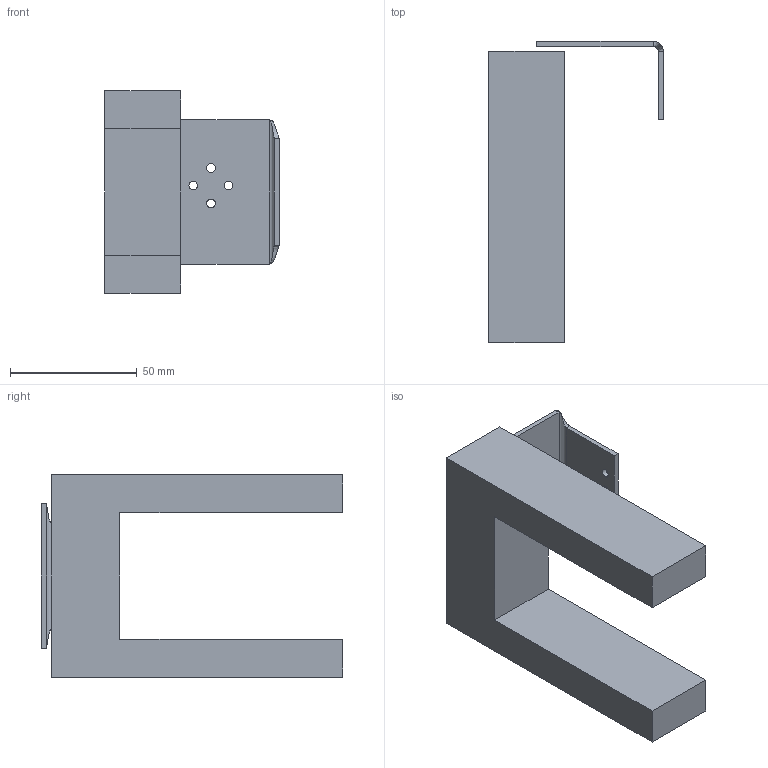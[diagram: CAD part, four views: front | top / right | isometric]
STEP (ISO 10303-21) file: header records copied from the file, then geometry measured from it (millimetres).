
FILE_DESCRIPTION (( 'STEP AP203' ), '1' );
FILE_NAME ('Claw sheet metal.STEP', '2025-04-05T17:46:15', ( '' ), ( '' ), 'SwSTEP 2.0', 'SolidWorks 2024', '' );
FILE_SCHEMA (( 'CONFIG_CONTROL_DESIGN' ));
Length unit declared in the file: centimetre
Products named in the file (1): Claw sheet metal
Bounding box: 69 x 119 x 80 mm (x, y, z)
Volume: 151851.4 mm3; surface area: 35108.4 mm2
Topology: 2 solids, 2 shells, 38 faces, 94 edges, 60 vertices
Faces by surface type: plane 20, cylinder 16, bspline 2
Entity records: 1349 total; most frequent: CARTESIAN_POINT 339, ORIENTED_EDGE 188, DIRECTION 188, EDGE_CURVE 94, AXIS2_PLACEMENT_3D 65, VERTEX_POINT 60, LINE 58, VECTOR 58
